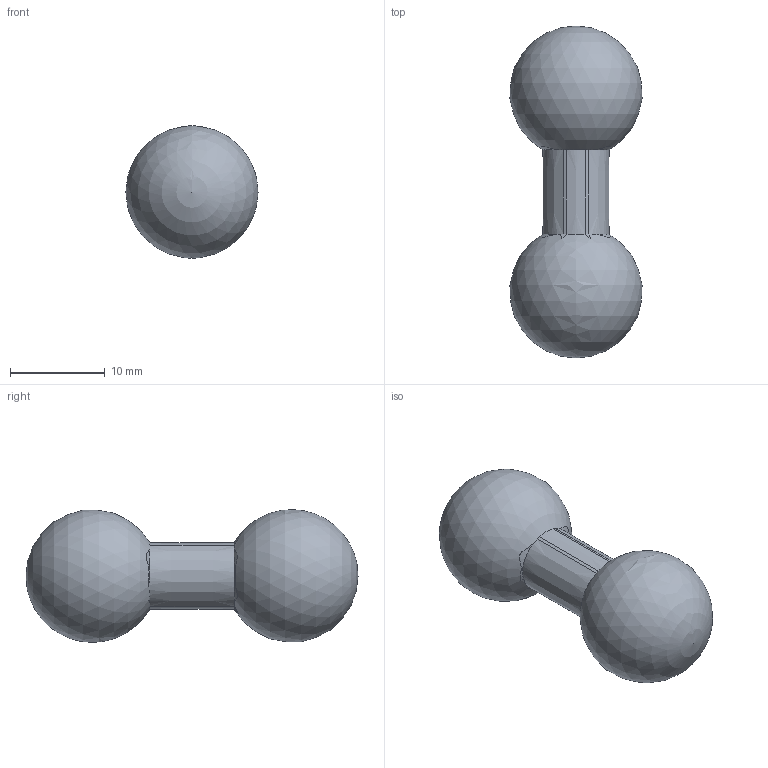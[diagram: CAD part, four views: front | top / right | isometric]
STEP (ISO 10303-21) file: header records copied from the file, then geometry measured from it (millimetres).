
FILE_DESCRIPTION(/* description */ (''),/* implementation_level */ '2;1');
FILE_NAME(/* name */ 'bb-30 v1.step',/* time_stamp */ '2021-12-02T17:34:14-05:00',/* author */ (''),/* organization */ (''),/* preprocessor_version */ 'ST-DEVELOPER v18.1',/* originating_system */ 'Autodesk Translation Framework v10.10.0.1391',/* authorisation */ '');
FILE_SCHEMA (('AUTOMOTIVE_DESIGN { 1 0 10303 214 3 1 1 }'));
Length unit declared in the file: millimetre
Products named in the file (1): bb-30
Bounding box: 13.94 x 35 x 14 mm (x, y, z)
Surface area: 1343.6 mm2 (no closed solid volume)
Topology: 0 solids, 1 shells, 20 faces, 84 edges, 60 vertices
Faces by surface type: cone 11, plane 6, sphere 3
Entity records: 1593 total; most frequent: CARTESIAN_POINT 969, ORIENTED_EDGE 155, DIRECTION 84, EDGE_CURVE 80, VERTEX_POINT 60, B_SPLINE_CURVE_WITH_KNOTS 45, AXIS2_PLACEMENT_3D 31, LINE 22
